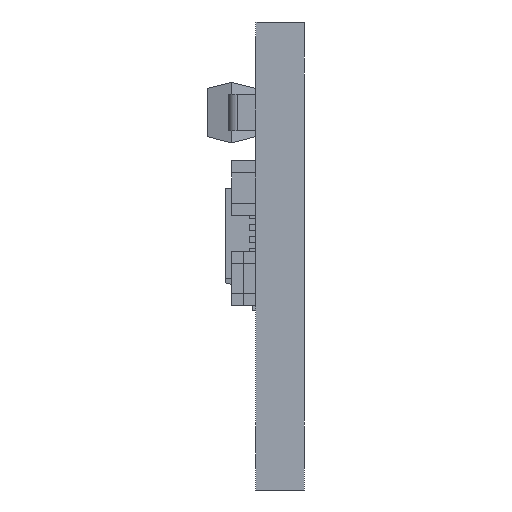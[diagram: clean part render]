
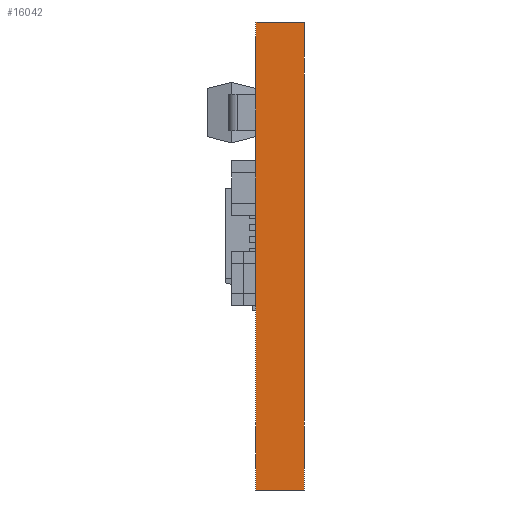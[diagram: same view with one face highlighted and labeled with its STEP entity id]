
A CAD part, left-side view. The second image highlights one B-rep face of the part: STEP entity #16042.
In plain terms, the highlighted planar face has unit normal (-1, 0, 0).
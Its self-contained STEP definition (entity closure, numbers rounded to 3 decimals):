
#974 = AXIS2_PLACEMENT_3D ( 'NONE', #18896, #1509, #5081 ) ;
#1003 = CARTESIAN_POINT ( 'NONE',  ( -13., 0.8, 7.75 ) ) ;
#1464 = VECTOR ( 'NONE', #4040, 1000. ) ;
#1509 = DIRECTION ( 'NONE',  ( 1., 0., 0. ) ) ;
#2339 = LINE ( 'NONE', #17006, #17884 ) ;
#2813 = LINE ( 'NONE', #5931, #1464 ) ;
#2984 = CARTESIAN_POINT ( 'NONE',  ( -13., -0.8, -7.75 ) ) ;
#3220 = VECTOR ( 'NONE', #13172, 1000. ) ;
#4040 = DIRECTION ( 'NONE',  ( 0., 0., 1. ) ) ;
#4282 = EDGE_LOOP ( 'NONE', ( #11237, #6620, #8681, #22473 ) ) ;
#5049 = DIRECTION ( 'NONE',  ( 0., 0., 1. ) ) ;
#5081 = DIRECTION ( 'NONE',  ( 0., 0., -1. ) ) ;
#5617 = LINE ( 'NONE', #17155, #21344 ) ;
#5931 = CARTESIAN_POINT ( 'NONE',  ( -13., 0.8, -7.75 ) ) ;
#6076 = CARTESIAN_POINT ( 'NONE',  ( -13., 0.8, -7.75 ) ) ;
#6539 = FACE_OUTER_BOUND ( 'NONE', #4282, .T. ) ;
#6620 = ORIENTED_EDGE ( 'NONE', *, *, #20401, .F. ) ;
#8681 = ORIENTED_EDGE ( 'NONE', *, *, #22153, .F. ) ;
#9727 = CARTESIAN_POINT ( 'NONE',  ( -13., -0.8, 7.75 ) ) ;
#10203 = EDGE_CURVE ( 'NONE', #14302, #19223, #5617, .T. ) ;
#11237 = ORIENTED_EDGE ( 'NONE', *, *, #10203, .T. ) ;
#11831 = PLANE ( 'NONE',  #974 ) ;
#13037 = LINE ( 'NONE', #1003, #3220 ) ;
#13172 = DIRECTION ( 'NONE',  ( 0., -1., 0. ) ) ;
#13535 = VERTEX_POINT ( 'NONE', #21083 ) ;
#14302 = VERTEX_POINT ( 'NONE', #2984 ) ;
#16042 = ADVANCED_FACE ( 'NONE', ( #6539 ), #11831, .F. ) ;
#17006 = CARTESIAN_POINT ( 'NONE',  ( -13., 0.8, -7.75 ) ) ;
#17155 = CARTESIAN_POINT ( 'NONE',  ( -13., -0.8, -7.75 ) ) ;
#17289 = VERTEX_POINT ( 'NONE', #6076 ) ;
#17884 = VECTOR ( 'NONE', #21989, 1000. ) ;
#18896 = CARTESIAN_POINT ( 'NONE',  ( -13., 0.8, -7.75 ) ) ;
#19223 = VERTEX_POINT ( 'NONE', #9727 ) ;
#20401 = EDGE_CURVE ( 'NONE', #13535, #19223, #13037, .T. ) ;
#20968 = EDGE_CURVE ( 'NONE', #17289, #14302, #2339, .T. ) ;
#21083 = CARTESIAN_POINT ( 'NONE',  ( -13., 0.8, 7.75 ) ) ;
#21344 = VECTOR ( 'NONE', #5049, 1000. ) ;
#21989 = DIRECTION ( 'NONE',  ( 0., -1., 0. ) ) ;
#22153 = EDGE_CURVE ( 'NONE', #17289, #13535, #2813, .T. ) ;
#22473 = ORIENTED_EDGE ( 'NONE', *, *, #20968, .T. ) ;
